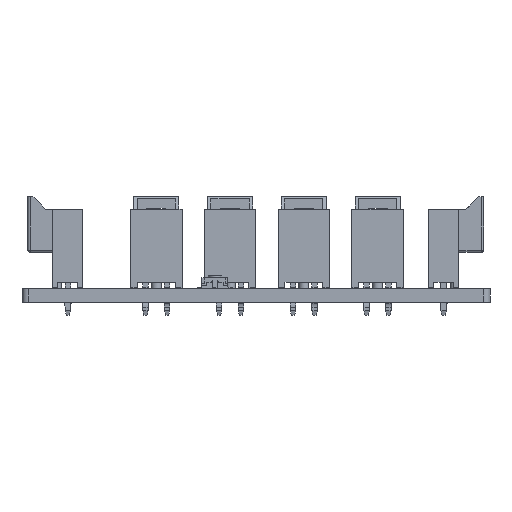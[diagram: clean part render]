
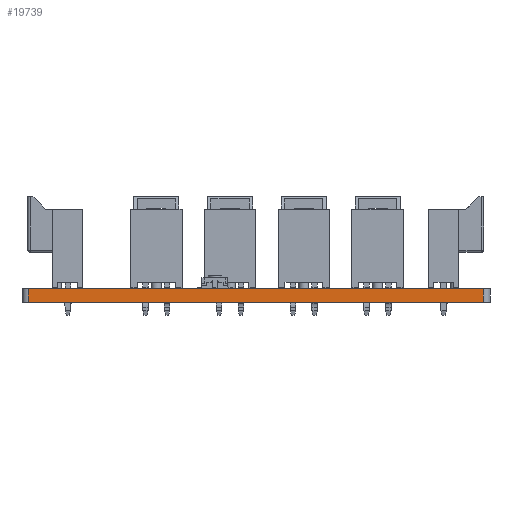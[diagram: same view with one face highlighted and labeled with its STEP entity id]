
A CAD part, left-side view. The second image highlights one B-rep face of the part: STEP entity #19739.
In plain terms, the highlighted planar face has unit normal (-1, 0, 0).
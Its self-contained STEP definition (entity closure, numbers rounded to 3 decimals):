
#18106 = VERTEX_POINT('',#18107);
#18107 = CARTESIAN_POINT('',(-0.025,0.75,0.));
#18114 = EDGE_CURVE('',#18106,#18115,#18117,.T.);
#18115 = VERTEX_POINT('',#18116);
#18116 = CARTESIAN_POINT('',(-0.025,53.25,0.));
#18117 = LINE('',#18118,#18119);
#18118 = CARTESIAN_POINT('',(-0.025,0.75,0.));
#18119 = VECTOR('',#18120,1.);
#18120 = DIRECTION('',(0.,1.,0.));
#18875 = VERTEX_POINT('',#18876);
#18876 = CARTESIAN_POINT('',(-0.025,0.75,1.6));
#18883 = EDGE_CURVE('',#18875,#18884,#18886,.T.);
#18884 = VERTEX_POINT('',#18885);
#18885 = CARTESIAN_POINT('',(-0.025,53.25,1.6));
#18886 = LINE('',#18887,#18888);
#18887 = CARTESIAN_POINT('',(-0.025,0.75,1.6));
#18888 = VECTOR('',#18889,1.);
#18889 = DIRECTION('',(0.,1.,0.));
#19711 = EDGE_CURVE('',#18106,#18875,#19712,.T.);
#19712 = LINE('',#19713,#19714);
#19713 = CARTESIAN_POINT('',(-0.025,0.75,0.));
#19714 = VECTOR('',#19715,1.);
#19715 = DIRECTION('',(0.,0.,1.));
#19739 = ADVANCED_FACE('',(#19740),#19751,.T.);
#19740 = FACE_BOUND('',#19741,.T.);
#19741 = EDGE_LOOP('',(#19742,#19743,#19744,#19750));
#19742 = ORIENTED_EDGE('',*,*,#19711,.T.);
#19743 = ORIENTED_EDGE('',*,*,#18883,.T.);
#19744 = ORIENTED_EDGE('',*,*,#19745,.F.);
#19745 = EDGE_CURVE('',#18115,#18884,#19746,.T.);
#19746 = LINE('',#19747,#19748);
#19747 = CARTESIAN_POINT('',(-0.025,53.25,0.));
#19748 = VECTOR('',#19749,1.);
#19749 = DIRECTION('',(0.,0.,1.));
#19750 = ORIENTED_EDGE('',*,*,#18114,.F.);
#19751 = PLANE('',#19752);
#19752 = AXIS2_PLACEMENT_3D('',#19753,#19754,#19755);
#19753 = CARTESIAN_POINT('',(-0.025,0.75,0.));
#19754 = DIRECTION('',(-1.,0.,0.));
#19755 = DIRECTION('',(0.,1.,0.));
